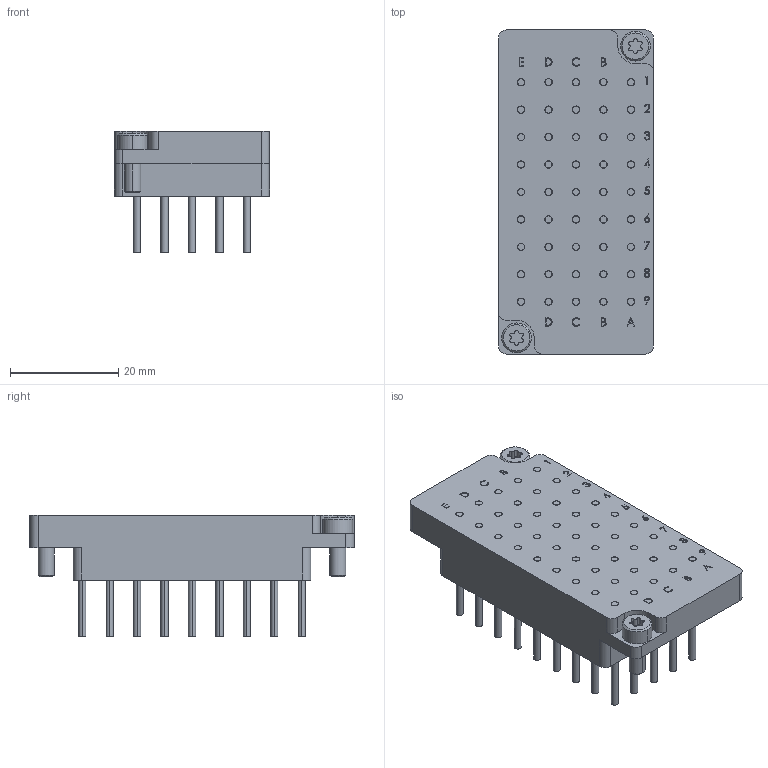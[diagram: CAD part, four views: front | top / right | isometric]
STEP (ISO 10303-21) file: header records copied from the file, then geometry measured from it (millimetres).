
FILE_DESCRIPTION (( 'STEP AP214' ), '1' );
FILE_NAME ('INGUN_41020.STEP', '2023-01-17T12:43:50', ( '' ), ( '' ), 'SwSTEP 2.0', 'SolidWorks 2021', '' );
FILE_SCHEMA (( 'AUTOMOTIVE_DESIGN' ));
Length unit declared in the file: millimetre
Products named in the file (6): DIN912~n_M03,0x008; 41018~1_S; INGUN_41020; INFO_4639~0_S; 41018~1; KS-075-Master__ADA~ks_KS-075 35 K-LWL
Assembly tree (50 placements, depth 3):
  INGUN_41020
    41018~1_S
      41018~1
      INFO_4639~0_S
    KS-075-Master__ADA~ks_KS-075 35 K-LWL  x45
    DIN912~n_M03,0x008  x2
Bounding box: 28.7 x 60 x 22.51 mm (x, y, z)
Volume: 18465.8 mm3; surface area: 12578.7 mm2
Topology: 110 solids, 110 shells, 1242 faces, 2596 edges, 1578 vertices
Faces by surface type: cylinder 510, plane 341, torus 270, bspline 113, cone 8
Entity records: 20368 total; most frequent: CARTESIAN_POINT 9429, ORIENTED_EDGE 2234, DIRECTION 1901, EDGE_CURVE 1117, VERTEX_POINT 740, AXIS2_PLACEMENT_3D 648, LINE 605, VECTOR 605
